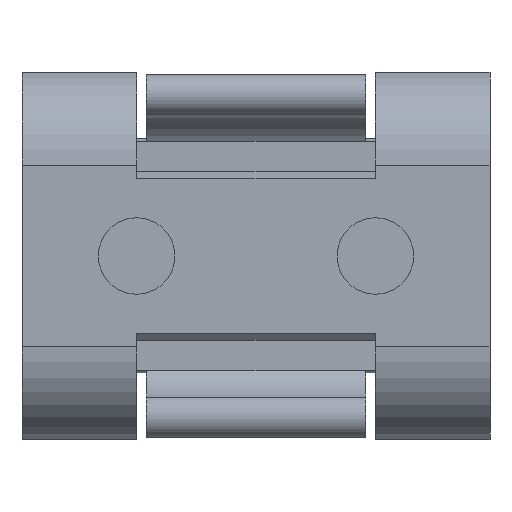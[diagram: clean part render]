
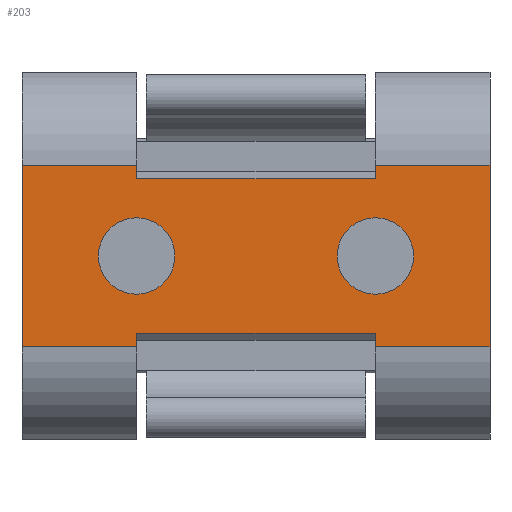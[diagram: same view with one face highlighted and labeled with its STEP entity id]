
A CAD part, front view. The second image highlights one B-rep face of the part: STEP entity #203.
In plain terms, the highlighted face is planar.
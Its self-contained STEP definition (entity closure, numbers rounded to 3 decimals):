
#7 = ORIENTED_EDGE ( 'NONE', *, *, #1134, .F. ) ;
#27 = VECTOR ( 'NONE', #2567, 1000. ) ;
#30 = LINE ( 'NONE', #1498, #795 ) ;
#91 = EDGE_LOOP ( 'NONE', ( #489 ) ) ;
#122 = VECTOR ( 'NONE', #383, 1000. ) ;
#149 = DIRECTION ( 'NONE',  ( 0., 0., 1. ) ) ;
#161 = LINE ( 'NONE', #2120, #122 ) ;
#171 = EDGE_LOOP ( 'NONE', ( #2131, #2778, #1608, #536, #716, #1864, #1159, #2612, #1106, #1251, #2016, #7 ) ) ;
#194 = CARTESIAN_POINT ( 'NONE',  ( 24.5, 10., 9.5 ) ) ;
#201 = DIRECTION ( 'NONE',  ( -1., 0., 0. ) ) ;
#203 = ADVANCED_FACE ( 'NONE', ( #2358, #2535, #206 ), #400, .F. ) ;
#206 = FACE_OUTER_BOUND ( 'NONE', #171, .T. ) ;
#217 = CARTESIAN_POINT ( 'NONE',  ( -12.5, 10., 9.5 ) ) ;
#231 = LINE ( 'NONE', #1034, #1008 ) ;
#295 = EDGE_CURVE ( 'NONE', #363, #1447, #448, .T. ) ;
#308 = VECTOR ( 'NONE', #822, 1000. ) ;
#314 = EDGE_CURVE ( 'NONE', #1741, #1554, #231, .T. ) ;
#333 = VERTEX_POINT ( 'NONE', #1241 ) ;
#334 = CARTESIAN_POINT ( 'NONE',  ( 24.5, 10., 9.5 ) ) ;
#341 = DIRECTION ( 'NONE',  ( 0., 0., 1. ) ) ;
#363 = VERTEX_POINT ( 'NONE', #1972 ) ;
#383 = DIRECTION ( 'NONE',  ( 0., 0., 1. ) ) ;
#400 = PLANE ( 'NONE',  #966 ) ;
#427 = DIRECTION ( 'NONE',  ( 1., 0., 0. ) ) ;
#443 = LINE ( 'NONE', #2417, #27 ) ;
#447 = LINE ( 'NONE', #2571, #2357 ) ;
#448 = LINE ( 'NONE', #1302, #1094 ) ;
#451 = CARTESIAN_POINT ( 'NONE',  ( 12.5, 10., 8.085 ) ) ;
#489 = ORIENTED_EDGE ( 'NONE', *, *, #1305, .F. ) ;
#536 = ORIENTED_EDGE ( 'NONE', *, *, #1204, .F. ) ;
#588 = CARTESIAN_POINT ( 'NONE',  ( 12.5, 10., 8.085 ) ) ;
#590 = CARTESIAN_POINT ( 'NONE',  ( 24.5, 10., 9.5 ) ) ;
#639 = CARTESIAN_POINT ( 'NONE',  ( 24.5, 10., 9.5 ) ) ;
#716 = ORIENTED_EDGE ( 'NONE', *, *, #1052, .F. ) ;
#729 = EDGE_CURVE ( 'NONE', #1554, #2414, #797, .T. ) ;
#757 = DIRECTION ( 'NONE',  ( 0., 0., 1. ) ) ;
#776 = CARTESIAN_POINT ( 'NONE',  ( -12.5, 10., 0. ) ) ;
#783 = DIRECTION ( 'NONE',  ( 0., -1., 0. ) ) ;
#795 = VECTOR ( 'NONE', #427, 1000. ) ;
#797 = LINE ( 'NONE', #588, #2661 ) ;
#822 = DIRECTION ( 'NONE',  ( -1., 0., 0. ) ) ;
#823 = EDGE_CURVE ( 'NONE', #2716, #1125, #1433, .T. ) ;
#854 = AXIS2_PLACEMENT_3D ( 'NONE', #776, #960, #341 ) ;
#891 = DIRECTION ( 'NONE',  ( 0., 0., 1. ) ) ;
#933 = AXIS2_PLACEMENT_3D ( 'NONE', #1846, #2696, #757 ) ;
#960 = DIRECTION ( 'NONE',  ( 0., 1., 0. ) ) ;
#966 = AXIS2_PLACEMENT_3D ( 'NONE', #590, #783, #2329 ) ;
#1008 = VECTOR ( 'NONE', #1909, 1000. ) ;
#1034 = CARTESIAN_POINT ( 'NONE',  ( -12.5, 10., 8.085 ) ) ;
#1049 = EDGE_CURVE ( 'NONE', #1614, #1614, #2433, .T. ) ;
#1052 = EDGE_CURVE ( 'NONE', #1621, #1371, #1617, .T. ) ;
#1094 = VECTOR ( 'NONE', #891, 1000. ) ;
#1099 = LINE ( 'NONE', #639, #1609 ) ;
#1106 = ORIENTED_EDGE ( 'NONE', *, *, #1717, .F. ) ;
#1125 = VERTEX_POINT ( 'NONE', #1205 ) ;
#1128 = EDGE_CURVE ( 'NONE', #1741, #2651, #161, .T. ) ;
#1133 = CARTESIAN_POINT ( 'NONE',  ( 12.5, 10., 9.5 ) ) ;
#1134 = EDGE_CURVE ( 'NONE', #2651, #1447, #2132, .T. ) ;
#1158 = VERTEX_POINT ( 'NONE', #1707 ) ;
#1159 = ORIENTED_EDGE ( 'NONE', *, *, #823, .T. ) ;
#1185 = EDGE_CURVE ( 'NONE', #1621, #2716, #443, .T. ) ;
#1204 = EDGE_CURVE ( 'NONE', #1371, #2414, #1099, .T. ) ;
#1205 = CARTESIAN_POINT ( 'NONE',  ( 12.5, 10., -8.085 ) ) ;
#1215 = CIRCLE ( 'NONE', #854, 3.4 ) ;
#1217 = EDGE_CURVE ( 'NONE', #2426, #1125, #30, .T. ) ;
#1237 = CARTESIAN_POINT ( 'NONE',  ( -24.5, 10., 9.5 ) ) ;
#1241 = CARTESIAN_POINT ( 'NONE',  ( -12.5, 10., 3.4 ) ) ;
#1251 = ORIENTED_EDGE ( 'NONE', *, *, #2517, .T. ) ;
#1302 = CARTESIAN_POINT ( 'NONE',  ( -24.5, 10., 9.5 ) ) ;
#1305 = EDGE_CURVE ( 'NONE', #333, #333, #1215, .T. ) ;
#1347 = CARTESIAN_POINT ( 'NONE',  ( 24.5, 10., -9.5 ) ) ;
#1348 = DIRECTION ( 'NONE',  ( -1., 0., 0. ) ) ;
#1371 = VERTEX_POINT ( 'NONE', #194 ) ;
#1380 = VECTOR ( 'NONE', #2011, 1000. ) ;
#1433 = LINE ( 'NONE', #2344, #2217 ) ;
#1447 = VERTEX_POINT ( 'NONE', #1237 ) ;
#1480 = CARTESIAN_POINT ( 'NONE',  ( -12.5, 10., 8.085 ) ) ;
#1498 = CARTESIAN_POINT ( 'NONE',  ( -12.5, 10., -8.085 ) ) ;
#1554 = VERTEX_POINT ( 'NONE', #451 ) ;
#1608 = ORIENTED_EDGE ( 'NONE', *, *, #729, .T. ) ;
#1609 = VECTOR ( 'NONE', #201, 1000. ) ;
#1614 = VERTEX_POINT ( 'NONE', #1665 ) ;
#1617 = LINE ( 'NONE', #334, #1380 ) ;
#1621 = VERTEX_POINT ( 'NONE', #1347 ) ;
#1654 = CARTESIAN_POINT ( 'NONE',  ( -12.5, 10., 9.5 ) ) ;
#1665 = CARTESIAN_POINT ( 'NONE',  ( 12.5, 10., 3.4 ) ) ;
#1707 = CARTESIAN_POINT ( 'NONE',  ( -12.5, 10., -9.5 ) ) ;
#1717 = EDGE_CURVE ( 'NONE', #1158, #2426, #2012, .T. ) ;
#1720 = VECTOR ( 'NONE', #2515, 1000. ) ;
#1741 = VERTEX_POINT ( 'NONE', #1480 ) ;
#1846 = CARTESIAN_POINT ( 'NONE',  ( 12.5, 10., 0. ) ) ;
#1864 = ORIENTED_EDGE ( 'NONE', *, *, #1185, .T. ) ;
#1891 = DIRECTION ( 'NONE',  ( 0., 0., 1. ) ) ;
#1909 = DIRECTION ( 'NONE',  ( 1., 0., 0. ) ) ;
#1972 = CARTESIAN_POINT ( 'NONE',  ( -24.5, 10., -9.5 ) ) ;
#2011 = DIRECTION ( 'NONE',  ( 0., 0., 1. ) ) ;
#2012 = LINE ( 'NONE', #1654, #1720 ) ;
#2016 = ORIENTED_EDGE ( 'NONE', *, *, #295, .T. ) ;
#2120 = CARTESIAN_POINT ( 'NONE',  ( -12.5, 10., 8.085 ) ) ;
#2131 = ORIENTED_EDGE ( 'NONE', *, *, #1128, .F. ) ;
#2132 = LINE ( 'NONE', #2772, #308 ) ;
#2217 = VECTOR ( 'NONE', #1891, 1000. ) ;
#2329 = DIRECTION ( 'NONE',  ( 0., 0., -1. ) ) ;
#2344 = CARTESIAN_POINT ( 'NONE',  ( 12.5, 10., 9.5 ) ) ;
#2350 = EDGE_LOOP ( 'NONE', ( #2545 ) ) ;
#2357 = VECTOR ( 'NONE', #1348, 1000. ) ;
#2358 = FACE_BOUND ( 'NONE', #91, .T. ) ;
#2414 = VERTEX_POINT ( 'NONE', #1133 ) ;
#2417 = CARTESIAN_POINT ( 'NONE',  ( 24.5, 10., -9.5 ) ) ;
#2418 = CARTESIAN_POINT ( 'NONE',  ( 12.5, 10., -9.5 ) ) ;
#2426 = VERTEX_POINT ( 'NONE', #2607 ) ;
#2433 = CIRCLE ( 'NONE', #933, 3.4 ) ;
#2515 = DIRECTION ( 'NONE',  ( 0., 0., 1. ) ) ;
#2517 = EDGE_CURVE ( 'NONE', #1158, #363, #447, .T. ) ;
#2535 = FACE_BOUND ( 'NONE', #2350, .T. ) ;
#2545 = ORIENTED_EDGE ( 'NONE', *, *, #1049, .F. ) ;
#2567 = DIRECTION ( 'NONE',  ( -1., 0., 0. ) ) ;
#2571 = CARTESIAN_POINT ( 'NONE',  ( 24.5, 10., -9.5 ) ) ;
#2607 = CARTESIAN_POINT ( 'NONE',  ( -12.5, 10., -8.085 ) ) ;
#2612 = ORIENTED_EDGE ( 'NONE', *, *, #1217, .F. ) ;
#2651 = VERTEX_POINT ( 'NONE', #217 ) ;
#2661 = VECTOR ( 'NONE', #149, 1000. ) ;
#2696 = DIRECTION ( 'NONE',  ( 0., 1., 0. ) ) ;
#2716 = VERTEX_POINT ( 'NONE', #2418 ) ;
#2772 = CARTESIAN_POINT ( 'NONE',  ( 24.5, 10., 9.5 ) ) ;
#2778 = ORIENTED_EDGE ( 'NONE', *, *, #314, .T. ) ;
